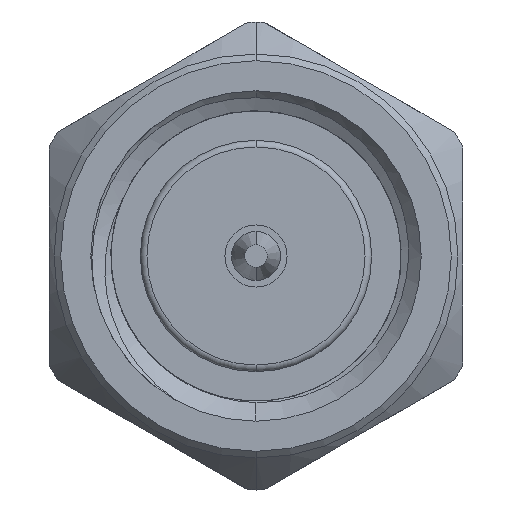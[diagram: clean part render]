
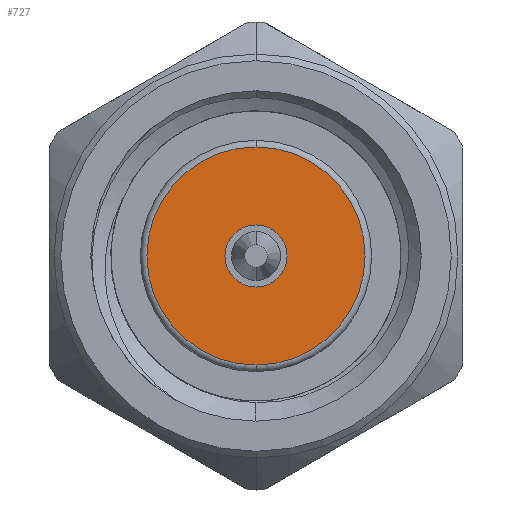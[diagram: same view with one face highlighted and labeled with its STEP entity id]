
A CAD part, left-side view. The second image highlights one B-rep face of the part: STEP entity #727.
In plain terms, the highlighted planar face has unit normal (-1, 0, 0).
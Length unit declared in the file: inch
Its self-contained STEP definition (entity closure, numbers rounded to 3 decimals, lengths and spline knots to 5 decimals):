
#17 = EDGE_CURVE ( 'NONE', #1354, #666, #1748, .T. ) ;
#187 = DIRECTION ( 'NONE',  ( -1., 0., 0. ) ) ;
#189 = DIRECTION ( 'NONE',  ( 0., 0., -1. ) ) ;
#342 = FACE_BOUND ( 'NONE', #2832, .T. ) ;
#406 = DIRECTION ( 'NONE',  ( 1., 0., 0. ) ) ;
#427 = CARTESIAN_POINT ( 'NONE',  ( 0.1, 0., 0.0235 ) ) ;
#436 = DIRECTION ( 'NONE',  ( 0., 0., -1. ) ) ;
#460 = DIRECTION ( 'NONE',  ( 0., 0., -1. ) ) ;
#470 = DIRECTION ( 'NONE',  ( 0., 0., -1. ) ) ;
#599 = ORIENTED_EDGE ( 'NONE', *, *, #17, .T. ) ;
#666 = VERTEX_POINT ( 'NONE', #2335 ) ;
#711 = CIRCLE ( 'NONE', #2868, 0.0235 ) ;
#727 = ADVANCED_FACE ( 'NONE', ( #2852, #342 ), #2331, .F. ) ;
#754 = EDGE_CURVE ( 'NONE', #1560, #1495, #3029, .T. ) ;
#834 = CARTESIAN_POINT ( 'NONE',  ( 0.1, 0., 0. ) ) ;
#929 = CARTESIAN_POINT ( 'NONE',  ( 0.1, 0., -0.0235 ) ) ;
#932 = AXIS2_PLACEMENT_3D ( 'NONE', #2384, #1896, #470 ) ;
#934 = CARTESIAN_POINT ( 'NONE',  ( 0.1, 0., 0. ) ) ;
#1198 = CIRCLE ( 'NONE', #1255, 0.0825 ) ;
#1227 = CARTESIAN_POINT ( 'NONE',  ( 0.1, 0., 0.0825 ) ) ;
#1255 = AXIS2_PLACEMENT_3D ( 'NONE', #2083, #187, #436 ) ;
#1354 = VERTEX_POINT ( 'NONE', #1227 ) ;
#1495 = VERTEX_POINT ( 'NONE', #427 ) ;
#1560 = VERTEX_POINT ( 'NONE', #929 ) ;
#1672 = ORIENTED_EDGE ( 'NONE', *, *, #754, .F. ) ;
#1748 = CIRCLE ( 'NONE', #2204, 0.0825 ) ;
#1759 = AXIS2_PLACEMENT_3D ( 'NONE', #2999, #406, #189 ) ;
#1896 = DIRECTION ( 'NONE',  ( -1., 0., 0. ) ) ;
#2014 = DIRECTION ( 'NONE',  ( 0., 0., -1. ) ) ;
#2083 = CARTESIAN_POINT ( 'NONE',  ( 0.1, 0., 0. ) ) ;
#2204 = AXIS2_PLACEMENT_3D ( 'NONE', #934, #2314, #460 ) ;
#2314 = DIRECTION ( 'NONE',  ( -1., 0., 0. ) ) ;
#2331 = PLANE ( 'NONE',  #1759 ) ;
#2335 = CARTESIAN_POINT ( 'NONE',  ( 0.1, 0., -0.0825 ) ) ;
#2384 = CARTESIAN_POINT ( 'NONE',  ( 0.1, 0., 0. ) ) ;
#2435 = EDGE_LOOP ( 'NONE', ( #2760, #599 ) ) ;
#2675 = EDGE_CURVE ( 'NONE', #1495, #1560, #711, .T. ) ;
#2760 = ORIENTED_EDGE ( 'NONE', *, *, #3000, .T. ) ;
#2785 = ORIENTED_EDGE ( 'NONE', *, *, #2675, .F. ) ;
#2832 = EDGE_LOOP ( 'NONE', ( #1672, #2785 ) ) ;
#2852 = FACE_OUTER_BOUND ( 'NONE', #2435, .T. ) ;
#2868 = AXIS2_PLACEMENT_3D ( 'NONE', #834, #2921, #2014 ) ;
#2921 = DIRECTION ( 'NONE',  ( -1., 0., 0. ) ) ;
#2999 = CARTESIAN_POINT ( 'NONE',  ( 0.1, 0., 0. ) ) ;
#3000 = EDGE_CURVE ( 'NONE', #666, #1354, #1198, .T. ) ;
#3029 = CIRCLE ( 'NONE', #932, 0.0235 ) ;
